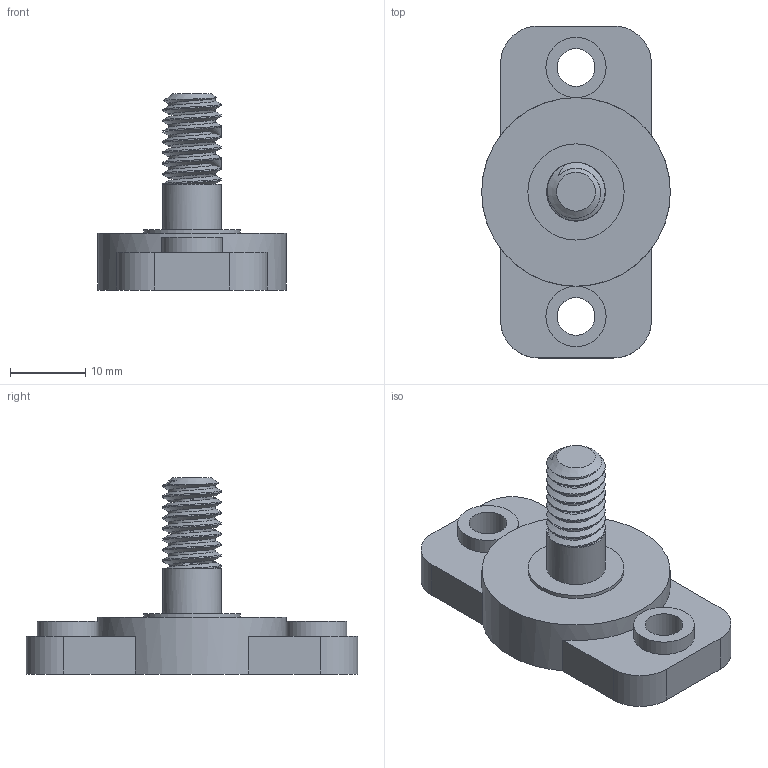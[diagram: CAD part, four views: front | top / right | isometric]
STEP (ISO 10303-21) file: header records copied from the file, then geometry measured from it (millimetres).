
FILE_DESCRIPTION(/* description */ (''),/* implementation_level */ '2;1');
FILE_NAME(/* name */ 'timing pulley 1.step',/* time_stamp */ '2018-02-10T14:24:44-05:00',/* author */ ('oliver.lewis.art'),/* organization */ (''),/* preprocessor_version */ 'ST-DEVELOPER v16.13',/* originating_system */ 'Autodesk Translation Framework v6.5.0.72',/* authorisation */ '');
FILE_SCHEMA (('AUTOMOTIVE_DESIGN { 1 0 10303 214 3 1 1 }'));
Length unit declared in the file: millimetre
Products named in the file (1): timing pulley 1
Bounding box: 25 x 44 x 26 mm (x, y, z)
Volume: 6633.4 mm3; surface area: 3557.4 mm2
Topology: 1 solids, 1 shells, 55 faces, 140 edges, 89 vertices
Faces by surface type: cylinder 37, plane 15, bspline 2, cone 1
Full cylindrical faces by diameter (mm): 5 x2, 6.228 x11, 7.742 x9, 7.75 x1, 12.75 x1, 25 x1
Entity records: 2960 total; most frequent: CARTESIAN_POINT 1640, ORIENTED_EDGE 280, DIRECTION 248, EDGE_CURVE 140, AXIS2_PLACEMENT_3D 95, VERTEX_POINT 88, EDGE_LOOP 62, LINE 58
